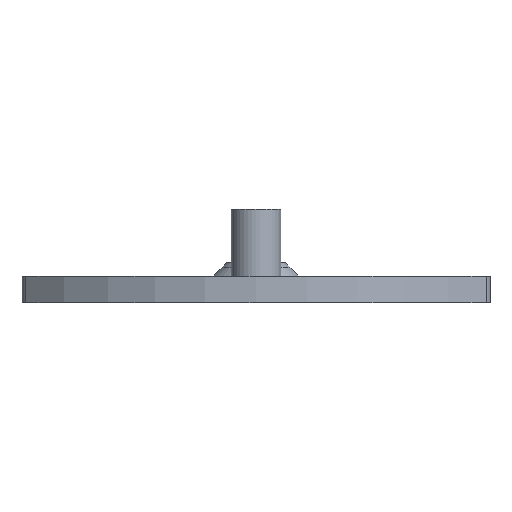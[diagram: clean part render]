
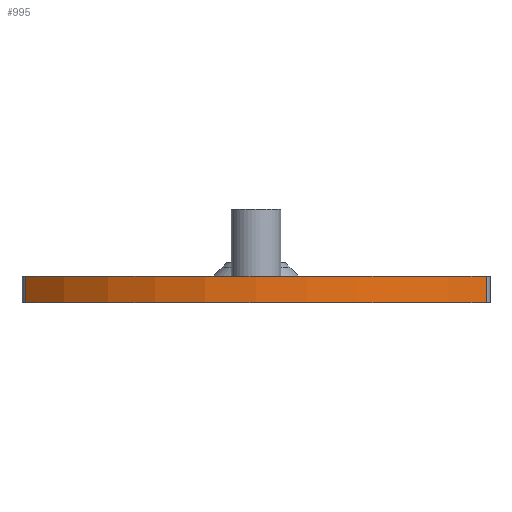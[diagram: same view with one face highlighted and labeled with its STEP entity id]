
A CAD part, front view. The second image highlights one B-rep face of the part: STEP entity #995.
In plain terms, the highlighted cylindrical face has radius 72 mm (diameter 144 mm), a partial arc.
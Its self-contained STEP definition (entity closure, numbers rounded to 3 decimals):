
#66 = CARTESIAN_POINT ( 'NONE',  ( 0., 0., 3. ) ) ;
#86 = VERTEX_POINT ( 'NONE', #248 ) ;
#102 = LINE ( 'NONE', #1468, #744 ) ;
#145 = CARTESIAN_POINT ( 'NONE',  ( -51.564, -50.251, -3. ) ) ;
#210 = DIRECTION ( 'NONE',  ( 1., 0., 0. ) ) ;
#227 = EDGE_CURVE ( 'NONE', #1029, #1235, #1187, .T. ) ;
#239 = AXIS2_PLACEMENT_3D ( 'NONE', #1365, #1279, #913 ) ;
#248 = CARTESIAN_POINT ( 'NONE',  ( -51.564, -50.251, 3. ) ) ;
#295 = DIRECTION ( 'NONE',  ( -1., 0., 0. ) ) ;
#296 = EDGE_CURVE ( 'NONE', #86, #1040, #616, .T. ) ;
#302 = ORIENTED_EDGE ( 'NONE', *, *, #1124, .T. ) ;
#322 = CARTESIAN_POINT ( 'NONE',  ( 0., 0., 3. ) ) ;
#393 = EDGE_LOOP ( 'NONE', ( #877, #302, #1491, #591 ) ) ;
#411 = AXIS2_PLACEMENT_3D ( 'NONE', #66, #1419, #210 ) ;
#484 = DIRECTION ( 'NONE',  ( 0., 0., 1. ) ) ;
#532 = DIRECTION ( 'NONE',  ( 0., 0., -1. ) ) ;
#591 = ORIENTED_EDGE ( 'NONE', *, *, #1463, .T. ) ;
#616 = CIRCLE ( 'NONE', #411, 72. ) ;
#652 = CARTESIAN_POINT ( 'NONE',  ( 51.564, -50.251, 3. ) ) ;
#744 = VECTOR ( 'NONE', #484, 1000. ) ;
#765 = CARTESIAN_POINT ( 'NONE',  ( -51.564, -50.251, 3. ) ) ;
#823 = VECTOR ( 'NONE', #532, 1000. ) ;
#877 = ORIENTED_EDGE ( 'NONE', *, *, #296, .F. ) ;
#913 = DIRECTION ( 'NONE',  ( 1., 0., 0. ) ) ;
#995 = ADVANCED_FACE ( 'NONE', ( #1035 ), #1293, .T. ) ;
#1029 = VERTEX_POINT ( 'NONE', #145 ) ;
#1035 = FACE_OUTER_BOUND ( 'NONE', #393, .T. ) ;
#1040 = VERTEX_POINT ( 'NONE', #652 ) ;
#1060 = CARTESIAN_POINT ( 'NONE',  ( 51.564, -50.251, -3. ) ) ;
#1116 = LINE ( 'NONE', #765, #823 ) ;
#1124 = EDGE_CURVE ( 'NONE', #86, #1029, #1116, .T. ) ;
#1187 = CIRCLE ( 'NONE', #239, 72. ) ;
#1235 = VERTEX_POINT ( 'NONE', #1060 ) ;
#1260 = AXIS2_PLACEMENT_3D ( 'NONE', #322, #1386, #295 ) ;
#1279 = DIRECTION ( 'NONE',  ( 0., 0., 1. ) ) ;
#1293 = CYLINDRICAL_SURFACE ( 'NONE', #1260, 72. ) ;
#1365 = CARTESIAN_POINT ( 'NONE',  ( 0., 0., -3. ) ) ;
#1386 = DIRECTION ( 'NONE',  ( 0., 0., -1. ) ) ;
#1419 = DIRECTION ( 'NONE',  ( 0., 0., 1. ) ) ;
#1463 = EDGE_CURVE ( 'NONE', #1235, #1040, #102, .T. ) ;
#1468 = CARTESIAN_POINT ( 'NONE',  ( 51.564, -50.251, 3. ) ) ;
#1491 = ORIENTED_EDGE ( 'NONE', *, *, #227, .T. ) ;
